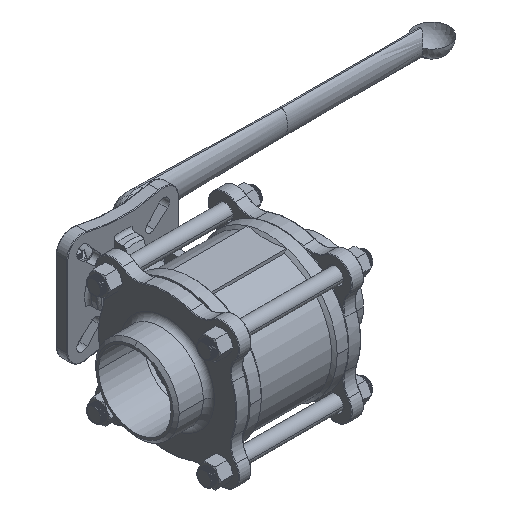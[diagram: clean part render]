
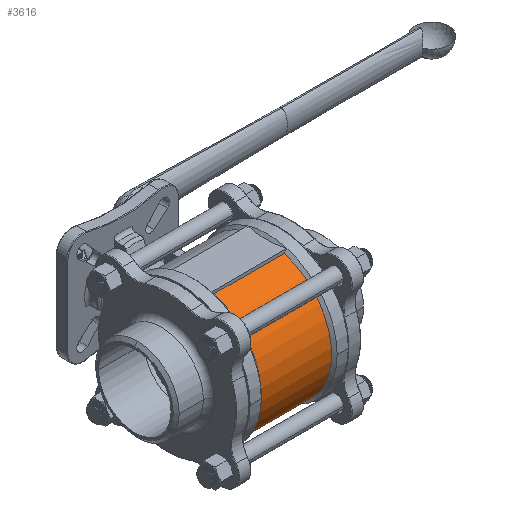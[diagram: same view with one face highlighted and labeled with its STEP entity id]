
A CAD part, isometric view. The second image highlights one B-rep face of the part: STEP entity #3616.
In plain terms, the highlighted cylindrical face has radius 60 mm (diameter 120 mm), a partial arc.
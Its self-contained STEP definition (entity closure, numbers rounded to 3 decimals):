
#150=DIRECTION('',(0.,0.,1.));
#151=VECTOR('',#150,63.);
#152=CARTESIAN_POINT('',(57.391,17.5,-31.5));
#153=LINE('',#152,#151);
#154=DIRECTION('',(0.,0.,1.));
#155=VECTOR('',#154,63.);
#156=CARTESIAN_POINT('',(-57.391,17.5,-31.5));
#157=LINE('',#156,#155);
#276=CARTESIAN_POINT('',(0.,0.,-31.5));
#277=DIRECTION('',(0.,0.,1.));
#278=DIRECTION('',(0.957,0.292,0.));
#279=AXIS2_PLACEMENT_3D('',#276,#277,#278);
#281=CARTESIAN_POINT('',(-57.391,17.5,-31.5));
#303=CARTESIAN_POINT('',(57.391,17.5,-31.5));
#333=CARTESIAN_POINT('',(-57.391,17.5,31.5));
#340=CARTESIAN_POINT('',(0.,0.,31.5));
#341=DIRECTION('',(0.,0.,-1.));
#342=DIRECTION('',(-0.957,0.292,0.));
#343=AXIS2_PLACEMENT_3D('',#340,#341,#342);
#350=CARTESIAN_POINT('',(57.391,17.5,31.5));
#2846=VERTEX_POINT('',#281);
#2850=VERTEX_POINT('',#333);
#2854=VERTEX_POINT('',#303);
#2858=VERTEX_POINT('',#350);
#3601=CARTESIAN_POINT('',(0.,0.,-48.4));
#3602=DIRECTION('',(0.,0.,1.));
#3603=DIRECTION('',(0.,1.,0.));
#3604=AXIS2_PLACEMENT_3D('',#3601,#3602,#3603);
#3605=CYLINDRICAL_SURFACE('',#3604,60.);
#3607=ORIENTED_EDGE('',*,*,#3606,.F.);
#3609=ORIENTED_EDGE('',*,*,#3608,.T.);
#3611=ORIENTED_EDGE('',*,*,#3610,.F.);
#3613=ORIENTED_EDGE('',*,*,#3612,.F.);
#3614=EDGE_LOOP('',(#3607,#3609,#3611,#3613));
#3615=FACE_OUTER_BOUND('',#3614,.F.);
#280=CIRCLE('',#279,60.);
#344=CIRCLE('',#343,60.);
#3606=EDGE_CURVE('',#2854,#2846,#280,.T.);
#3608=EDGE_CURVE('',#2854,#2858,#153,.T.);
#3610=EDGE_CURVE('',#2850,#2858,#344,.T.);
#3612=EDGE_CURVE('',#2846,#2850,#157,.T.);
#3616=ADVANCED_FACE('',(#3615),#3605,.T.);
